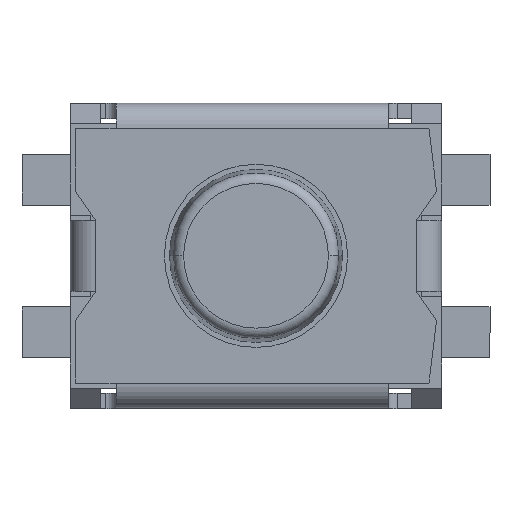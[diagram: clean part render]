
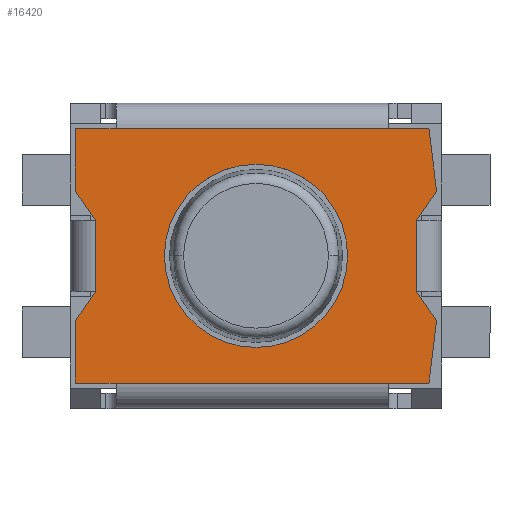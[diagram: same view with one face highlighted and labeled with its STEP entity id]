
A CAD part, top view. The second image highlights one B-rep face of the part: STEP entity #16420.
In plain terms, the highlighted planar face has unit normal (0, 0, 1).
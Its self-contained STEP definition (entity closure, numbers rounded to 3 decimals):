
#101 = VERTEX_POINT ( 'NONE', #127 ) ;
#127 = CARTESIAN_POINT ( 'NONE',  ( -1.375, 1.25, 1.35 ) ) ;
#442 = CARTESIAN_POINT ( 'NONE',  ( -1.775, 0.636, 1.35 ) ) ;
#484 = DIRECTION ( 'NONE',  ( 0., 1., 0. ) ) ;
#561 = EDGE_CURVE ( 'NONE', #9507, #22100, #9366, .T. ) ;
#655 = PLANE ( 'NONE',  #7213 ) ;
#766 = ORIENTED_EDGE ( 'NONE', *, *, #14791, .T. ) ;
#798 = CARTESIAN_POINT ( 'NONE',  ( 0., 0., 1.35 ) ) ;
#1066 = VERTEX_POINT ( 'NONE', #13304 ) ;
#1108 = LINE ( 'NONE', #13240, #15009 ) ;
#1141 = CARTESIAN_POINT ( 'NONE',  ( 1.575, -0.35, 1.35 ) ) ;
#1364 = EDGE_LOOP ( 'NONE', ( #1430, #1845 ) ) ;
#1430 = ORIENTED_EDGE ( 'NONE', *, *, #2852, .F. ) ;
#1514 = CARTESIAN_POINT ( 'NONE',  ( -1.575, -0.35, 1.35 ) ) ;
#1845 = ORIENTED_EDGE ( 'NONE', *, *, #8277, .F. ) ;
#2169 = CARTESIAN_POINT ( 'NONE',  ( 1.3, 1.25, 1.35 ) ) ;
#2339 = DIRECTION ( 'NONE',  ( 0.574, -0.819, 0. ) ) ;
#2525 = CARTESIAN_POINT ( 'NONE',  ( 0., 0., 1.35 ) ) ;
#2541 = ORIENTED_EDGE ( 'NONE', *, *, #6413, .T. ) ;
#2544 = LINE ( 'NONE', #5105, #16023 ) ;
#2603 = EDGE_CURVE ( 'NONE', #1066, #10109, #15043, .T. ) ;
#2621 = CARTESIAN_POINT ( 'NONE',  ( 1.775, 0.636, 1.35 ) ) ;
#2852 = EDGE_CURVE ( 'NONE', #10650, #9721, #19917, .T. ) ;
#2999 = VERTEX_POINT ( 'NONE', #9842 ) ;
#3017 = VECTOR ( 'NONE', #13991, 1000. ) ;
#3043 = VECTOR ( 'NONE', #2339, 1000. ) ;
#3707 = CARTESIAN_POINT ( 'NONE',  ( 1.575, 0.35, 1.35 ) ) ;
#4079 = DIRECTION ( 'NONE',  ( 1., 0., 0. ) ) ;
#4096 = FACE_BOUND ( 'NONE', #1364, .T. ) ;
#4246 = EDGE_CURVE ( 'NONE', #17225, #9507, #6882, .T. ) ;
#4272 = LINE ( 'NONE', #21170, #7967 ) ;
#4715 = CARTESIAN_POINT ( 'NONE',  ( -1.775, 0.636, 1.35 ) ) ;
#5081 = EDGE_CURVE ( 'NONE', #8044, #21899, #19981, .T. ) ;
#5105 = CARTESIAN_POINT ( 'NONE',  ( 1.3, -1.25, 1.35 ) ) ;
#5412 = VERTEX_POINT ( 'NONE', #2621 ) ;
#5471 = DIRECTION ( 'NONE',  ( -1., 0., 0. ) ) ;
#5553 = DIRECTION ( 'NONE',  ( -1., 0., 0. ) ) ;
#5785 = LINE ( 'NONE', #12703, #15377 ) ;
#5795 = ORIENTED_EDGE ( 'NONE', *, *, #14706, .T. ) ;
#5813 = CARTESIAN_POINT ( 'NONE',  ( -1.575, 0.35, 1.35 ) ) ;
#5931 = CARTESIAN_POINT ( 'NONE',  ( 1.7, -1.25, 1.35 ) ) ;
#6413 = EDGE_CURVE ( 'NONE', #21899, #17388, #19597, .T. ) ;
#6427 = ORIENTED_EDGE ( 'NONE', *, *, #8747, .T. ) ;
#6539 = VERTEX_POINT ( 'NONE', #12045 ) ;
#6562 = DIRECTION ( 'NONE',  ( 0.574, 0.819, 0. ) ) ;
#6684 = EDGE_CURVE ( 'NONE', #10109, #8044, #11236, .T. ) ;
#6774 = LINE ( 'NONE', #12000, #17133 ) ;
#6830 = CARTESIAN_POINT ( 'NONE',  ( 1.775, 0.636, 1.35 ) ) ;
#6882 = LINE ( 'NONE', #13896, #12519 ) ;
#6995 = DIRECTION ( 'NONE',  ( 1., 0., 0. ) ) ;
#7213 = AXIS2_PLACEMENT_3D ( 'NONE', #19411, #9036, #7569 ) ;
#7358 = ORIENTED_EDGE ( 'NONE', *, *, #561, .T. ) ;
#7399 = VECTOR ( 'NONE', #20734, 1000. ) ;
#7569 = DIRECTION ( 'NONE',  ( 1., 0., 0. ) ) ;
#7747 = EDGE_CURVE ( 'NONE', #22100, #21414, #12298, .T. ) ;
#7817 = CARTESIAN_POINT ( 'NONE',  ( -1.375, -1.25, 1.35 ) ) ;
#7905 = DIRECTION ( 'NONE',  ( 1., 0., 0. ) ) ;
#7962 = VECTOR ( 'NONE', #16295, 1000. ) ;
#7967 = VECTOR ( 'NONE', #16241, 1000. ) ;
#8044 = VERTEX_POINT ( 'NONE', #5813 ) ;
#8173 = ORIENTED_EDGE ( 'NONE', *, *, #20014, .T. ) ;
#8277 = EDGE_CURVE ( 'NONE', #9721, #10650, #20307, .T. ) ;
#8747 = EDGE_CURVE ( 'NONE', #5412, #6539, #18807, .T. ) ;
#8978 = LINE ( 'NONE', #3707, #20169 ) ;
#9036 = DIRECTION ( 'NONE',  ( 0., 0., 1. ) ) ;
#9327 = CARTESIAN_POINT ( 'NONE',  ( -1.575, -0.35, 1.35 ) ) ;
#9341 = EDGE_LOOP ( 'NONE', ( #15606, #20293, #8173, #14460, #18386, #11134, #2541, #15605, #5795, #17423, #21508, #7358, #20209, #22002, #766, #6427 ) ) ;
#9366 = LINE ( 'NONE', #17615, #15850 ) ;
#9507 = VERTEX_POINT ( 'NONE', #5931 ) ;
#9513 = DIRECTION ( 'NONE',  ( 1., 0., 0. ) ) ;
#9721 = VERTEX_POINT ( 'NONE', #9827 ) ;
#9827 = CARTESIAN_POINT ( 'NONE',  ( -0.9, 0., 1.35 ) ) ;
#9842 = CARTESIAN_POINT ( 'NONE',  ( 1.3, 1.25, 1.35 ) ) ;
#10109 = VERTEX_POINT ( 'NONE', #442 ) ;
#10650 = VERTEX_POINT ( 'NONE', #22134 ) ;
#11006 = DIRECTION ( 'NONE',  ( 0., 0., 1. ) ) ;
#11134 = ORIENTED_EDGE ( 'NONE', *, *, #5081, .T. ) ;
#11236 = LINE ( 'NONE', #21282, #3043 ) ;
#11370 = DIRECTION ( 'NONE',  ( -0.574, -0.819, 0. ) ) ;
#11421 = AXIS2_PLACEMENT_3D ( 'NONE', #2525, #20986, #4079 ) ;
#12000 = CARTESIAN_POINT ( 'NONE',  ( 1.775, 0.636, 1.35 ) ) ;
#12045 = CARTESIAN_POINT ( 'NONE',  ( 1.7, 1.25, 1.35 ) ) ;
#12223 = DIRECTION ( 'NONE',  ( 1., 0., 0. ) ) ;
#12298 = LINE ( 'NONE', #16912, #7399 ) ;
#12519 = VECTOR ( 'NONE', #12223, 1000. ) ;
#12703 = CARTESIAN_POINT ( 'NONE',  ( -1.375, 1.25, 1.35 ) ) ;
#13240 = CARTESIAN_POINT ( 'NONE',  ( -1.375, -1.25, 1.35 ) ) ;
#13304 = CARTESIAN_POINT ( 'NONE',  ( -1.775, 1.25, 1.35 ) ) ;
#13405 = VECTOR ( 'NONE', #5471, 1000. ) ;
#13741 = EDGE_CURVE ( 'NONE', #2999, #101, #5785, .T. ) ;
#13849 = EDGE_CURVE ( 'NONE', #15347, #17225, #2544, .T. ) ;
#13896 = CARTESIAN_POINT ( 'NONE',  ( 1.7, -1.25, 1.35 ) ) ;
#13924 = VECTOR ( 'NONE', #22079, 1000. ) ;
#13937 = CARTESIAN_POINT ( 'NONE',  ( -1.375, 1.25, 1.35 ) ) ;
#13991 = DIRECTION ( 'NONE',  ( -1., 0., 0. ) ) ;
#14187 = VERTEX_POINT ( 'NONE', #21056 ) ;
#14460 = ORIENTED_EDGE ( 'NONE', *, *, #2603, .T. ) ;
#14706 = EDGE_CURVE ( 'NONE', #14187, #15347, #1108, .T. ) ;
#14791 = EDGE_CURVE ( 'NONE', #21312, #5412, #6774, .T. ) ;
#15009 = VECTOR ( 'NONE', #7905, 1000. ) ;
#15043 = LINE ( 'NONE', #4715, #13924 ) ;
#15347 = VERTEX_POINT ( 'NONE', #7817 ) ;
#15377 = VECTOR ( 'NONE', #5553, 1000. ) ;
#15605 = ORIENTED_EDGE ( 'NONE', *, *, #19121, .T. ) ;
#15606 = ORIENTED_EDGE ( 'NONE', *, *, #21643, .T. ) ;
#15850 = VECTOR ( 'NONE', #16082, 1000. ) ;
#15946 = CARTESIAN_POINT ( 'NONE',  ( 1.575, 0.35, 1.35 ) ) ;
#15975 = CARTESIAN_POINT ( 'NONE',  ( -1.775, -0.636, 1.35 ) ) ;
#16023 = VECTOR ( 'NONE', #6995, 1000. ) ;
#16082 = DIRECTION ( 'NONE',  ( 0.121, 0.993, 0. ) ) ;
#16241 = DIRECTION ( 'NONE',  ( 0., -1., 0. ) ) ;
#16295 = DIRECTION ( 'NONE',  ( 0., -1., 0. ) ) ;
#16420 = ADVANCED_FACE ( 'NONE', ( #4096, #19077 ), #655, .T. ) ;
#16912 = CARTESIAN_POINT ( 'NONE',  ( 1.575, -0.35, 1.35 ) ) ;
#16977 = CARTESIAN_POINT ( 'NONE',  ( 1.775, -0.636, 1.35 ) ) ;
#16996 = DIRECTION ( 'NONE',  ( -0.121, 0.993, 0. ) ) ;
#17133 = VECTOR ( 'NONE', #6562, 1000. ) ;
#17225 = VERTEX_POINT ( 'NONE', #21744 ) ;
#17388 = VERTEX_POINT ( 'NONE', #15975 ) ;
#17423 = ORIENTED_EDGE ( 'NONE', *, *, #13849, .T. ) ;
#17615 = CARTESIAN_POINT ( 'NONE',  ( 1.7, -1.25, 1.35 ) ) ;
#17850 = CARTESIAN_POINT ( 'NONE',  ( -1.575, 0.35, 1.35 ) ) ;
#18117 = AXIS2_PLACEMENT_3D ( 'NONE', #798, #11006, #9513 ) ;
#18386 = ORIENTED_EDGE ( 'NONE', *, *, #6684, .T. ) ;
#18782 = LINE ( 'NONE', #13937, #13405 ) ;
#18807 = LINE ( 'NONE', #6830, #19896 ) ;
#19077 = FACE_OUTER_BOUND ( 'NONE', #9341, .T. ) ;
#19121 = EDGE_CURVE ( 'NONE', #17388, #14187, #4272, .T. ) ;
#19223 = VECTOR ( 'NONE', #11370, 1000. ) ;
#19411 = CARTESIAN_POINT ( 'NONE',  ( 0., 0., 1.35 ) ) ;
#19597 = LINE ( 'NONE', #9327, #19223 ) ;
#19896 = VECTOR ( 'NONE', #16996, 1000. ) ;
#19917 = CIRCLE ( 'NONE', #18117, 0.9 ) ;
#19981 = LINE ( 'NONE', #17850, #7962 ) ;
#20014 = EDGE_CURVE ( 'NONE', #101, #1066, #18782, .T. ) ;
#20169 = VECTOR ( 'NONE', #484, 1000. ) ;
#20209 = ORIENTED_EDGE ( 'NONE', *, *, #7747, .T. ) ;
#20293 = ORIENTED_EDGE ( 'NONE', *, *, #13741, .T. ) ;
#20307 = CIRCLE ( 'NONE', #11421, 0.9 ) ;
#20634 = LINE ( 'NONE', #2169, #3017 ) ;
#20734 = DIRECTION ( 'NONE',  ( -0.574, 0.819, 0. ) ) ;
#20781 = EDGE_CURVE ( 'NONE', #21414, #21312, #8978, .T. ) ;
#20986 = DIRECTION ( 'NONE',  ( 0., 0., 1. ) ) ;
#21056 = CARTESIAN_POINT ( 'NONE',  ( -1.775, -1.25, 1.35 ) ) ;
#21170 = CARTESIAN_POINT ( 'NONE',  ( -1.775, -1.25, 1.35 ) ) ;
#21282 = CARTESIAN_POINT ( 'NONE',  ( -1.775, 0.636, 1.35 ) ) ;
#21312 = VERTEX_POINT ( 'NONE', #15946 ) ;
#21414 = VERTEX_POINT ( 'NONE', #1141 ) ;
#21508 = ORIENTED_EDGE ( 'NONE', *, *, #4246, .T. ) ;
#21643 = EDGE_CURVE ( 'NONE', #6539, #2999, #20634, .T. ) ;
#21744 = CARTESIAN_POINT ( 'NONE',  ( 1.3, -1.25, 1.35 ) ) ;
#21899 = VERTEX_POINT ( 'NONE', #1514 ) ;
#22002 = ORIENTED_EDGE ( 'NONE', *, *, #20781, .T. ) ;
#22079 = DIRECTION ( 'NONE',  ( 0., -1., 0. ) ) ;
#22100 = VERTEX_POINT ( 'NONE', #16977 ) ;
#22134 = CARTESIAN_POINT ( 'NONE',  ( 0.9, 0., 1.35 ) ) ;
